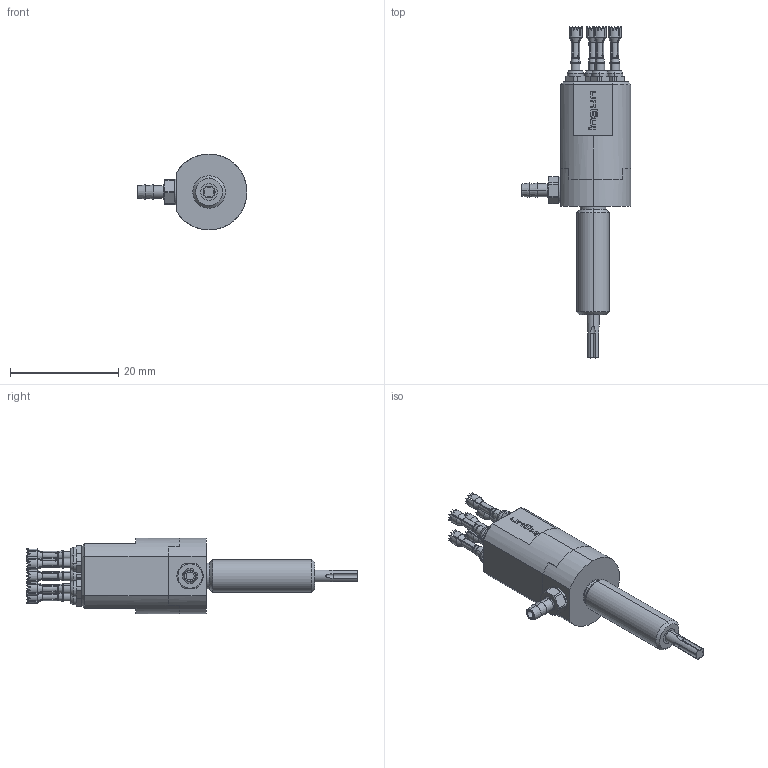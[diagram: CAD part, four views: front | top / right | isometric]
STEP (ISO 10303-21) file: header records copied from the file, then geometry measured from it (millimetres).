
FILE_DESCRIPTION (( 'STEP AP203' ), '1' );
FILE_NAME ('INGUN_HCM-667-0012_C02_05000_02.STEP', '2023-06-15T12:27:31', ( '' ), ( '' ), 'SwSTEP 2.0', 'SolidWorks 2021', '' );
FILE_SCHEMA (( 'CONFIG_CONTROL_DESIGN' ));
Length unit declared in the file: millimetre
Products named in the file (1): INGUN_HCM-667-0012_C02_05000_02
Bounding box: 20.3 x 61.3 x 14 mm (x, y, z)
Volume: 4135.4 mm3; surface area: 2583.1 mm2
Topology: 1 solids, 1 shells, 850 faces, 2303 edges, 1488 vertices
Faces by surface type: cylinder 309, cone 275, plane 206, torus 60
Entity records: 29768 total; most frequent: CARTESIAN_POINT 9018, ORIENTED_EDGE 4606, DIRECTION 4073, EDGE_CURVE 2303, AXIS2_PLACEMENT_3D 1651, VERTEX_POINT 1488, EDGE_LOOP 887, FACE_OUTER_BOUND 850
